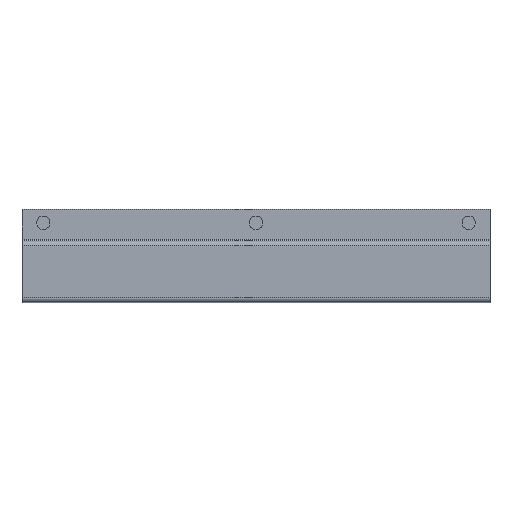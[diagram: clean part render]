
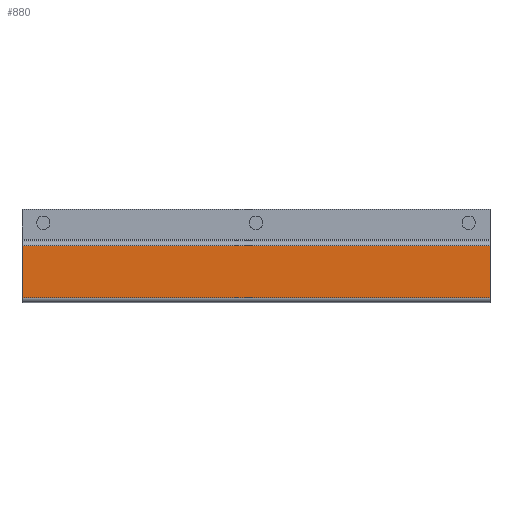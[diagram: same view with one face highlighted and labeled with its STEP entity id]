
A CAD part, top view. The second image highlights one B-rep face of the part: STEP entity #880.
In plain terms, the highlighted planar face has unit normal (0, 0, 1).
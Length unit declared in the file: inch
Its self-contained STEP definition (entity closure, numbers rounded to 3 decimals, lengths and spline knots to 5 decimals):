
#37 = CARTESIAN_POINT ( 'NONE',  ( -5.5, 0.2455, 0.572 ) ) ;
#166 = EDGE_CURVE ( 'NONE', #524, #383, #698, .T. ) ;
#191 = DIRECTION ( 'NONE',  ( 1., 0., 0. ) ) ;
#214 = CARTESIAN_POINT ( 'NONE',  ( 5.5, 0.2455, 0.572 ) ) ;
#225 = VECTOR ( 'NONE', #376, 39.37008 ) ;
#237 = VECTOR ( 'NONE', #191, 39.37008 ) ;
#255 = CARTESIAN_POINT ( 'NONE',  ( -5.5, -1.094, 0.572 ) ) ;
#263 = DIRECTION ( 'NONE',  ( 0., 1., 0. ) ) ;
#292 = VECTOR ( 'NONE', #263, 39.37008 ) ;
#353 = VECTOR ( 'NONE', #711, 39.37008 ) ;
#374 = EDGE_CURVE ( 'NONE', #1067, #524, #598, .T. ) ;
#376 = DIRECTION ( 'NONE',  ( -1., 0., 0. ) ) ;
#383 = VERTEX_POINT ( 'NONE', #549 ) ;
#459 = CARTESIAN_POINT ( 'NONE',  ( -5.5, -0.986, 0.572 ) ) ;
#480 = ORIENTED_EDGE ( 'NONE', *, *, #850, .F. ) ;
#495 = VERTEX_POINT ( 'NONE', #37 ) ;
#496 = PLANE ( 'NONE',  #508 ) ;
#508 = AXIS2_PLACEMENT_3D ( 'NONE', #255, #846, #923 ) ;
#524 = VERTEX_POINT ( 'NONE', #777 ) ;
#549 = CARTESIAN_POINT ( 'NONE',  ( -5.5, -0.986, 0.572 ) ) ;
#592 = CARTESIAN_POINT ( 'NONE',  ( -5.5, 0.2455, 0.572 ) ) ;
#598 = LINE ( 'NONE', #988, #353 ) ;
#643 = ORIENTED_EDGE ( 'NONE', *, *, #374, .F. ) ;
#656 = EDGE_LOOP ( 'NONE', ( #832, #643, #864, #480 ) ) ;
#698 = LINE ( 'NONE', #459, #225 ) ;
#710 = LINE ( 'NONE', #764, #292 ) ;
#711 = DIRECTION ( 'NONE',  ( 0., -1., 0. ) ) ;
#727 = LINE ( 'NONE', #592, #237 ) ;
#764 = CARTESIAN_POINT ( 'NONE',  ( -5.5, 1.094, 0.572 ) ) ;
#777 = CARTESIAN_POINT ( 'NONE',  ( 5.5, -0.986, 0.572 ) ) ;
#832 = ORIENTED_EDGE ( 'NONE', *, *, #166, .F. ) ;
#846 = DIRECTION ( 'NONE',  ( 0., 0., 1. ) ) ;
#849 = EDGE_CURVE ( 'NONE', #495, #1067, #727, .T. ) ;
#850 = EDGE_CURVE ( 'NONE', #383, #495, #710, .T. ) ;
#864 = ORIENTED_EDGE ( 'NONE', *, *, #849, .F. ) ;
#880 = ADVANCED_FACE ( 'NONE', ( #1082 ), #496, .T. ) ;
#923 = DIRECTION ( 'NONE',  ( 1., 0., 0. ) ) ;
#988 = CARTESIAN_POINT ( 'NONE',  ( 5.5, -1.094, 0.572 ) ) ;
#1067 = VERTEX_POINT ( 'NONE', #214 ) ;
#1082 = FACE_OUTER_BOUND ( 'NONE', #656, .T. ) ;
